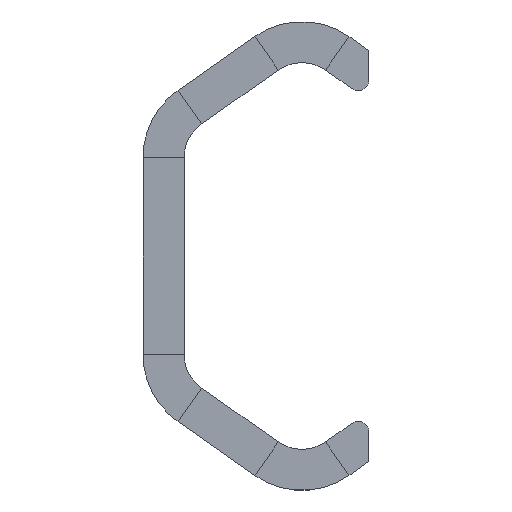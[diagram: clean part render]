
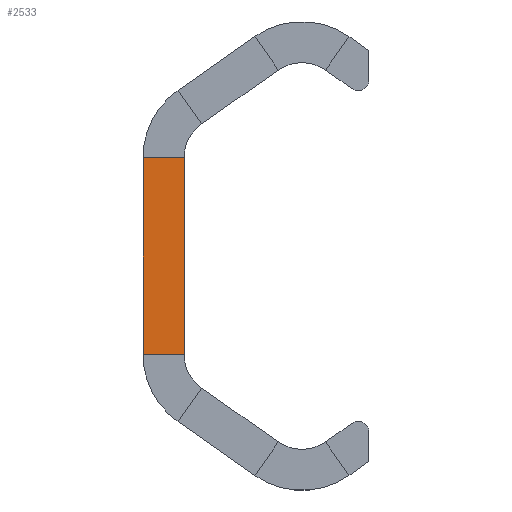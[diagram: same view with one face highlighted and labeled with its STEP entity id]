
A CAD part, left-side view. The second image highlights one B-rep face of the part: STEP entity #2533.
In plain terms, the highlighted planar face has unit normal (-1, 0, 0).
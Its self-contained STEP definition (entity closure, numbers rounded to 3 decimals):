
#2204=CARTESIAN_POINT('',(-400.0,4.0,9.6));
#2205=VERTEX_POINT('',#2204);
#2254=CARTESIAN_POINT('',(-400.0,0.0,9.6));
#2255=VERTEX_POINT('',#2254);
#2256=CARTESIAN_POINT('',(-400.0,0.0,9.6));
#2257=DIRECTION('',(0.0,1.0,0.0));
#2258=VECTOR('',#2257,4.0);
#2259=LINE('',#2256,#2258);
#2260=EDGE_CURVE('',#2255,#2205,#2259,.T.);
#2312=CARTESIAN_POINT('',(-400.0,4.0,-9.6));
#2313=VERTEX_POINT('',#2312);
#2345=CARTESIAN_POINT('',(-400.0,0.0,-9.6));
#2346=VERTEX_POINT('',#2345);
#2354=CARTESIAN_POINT('',(-400.0,4.0,-9.6));
#2355=DIRECTION('',(0.0,-1.0,0.0));
#2356=VECTOR('',#2355,4.0);
#2357=LINE('',#2354,#2356);
#2358=EDGE_CURVE('',#2313,#2346,#2357,.T.);
#2446=CARTESIAN_POINT('',(-400.0,4.0,9.6));
#2447=DIRECTION('',(0.0,0.0,-1.0));
#2448=VECTOR('',#2447,19.201);
#2449=LINE('',#2446,#2448);
#2450=EDGE_CURVE('',#2205,#2313,#2449,.T.);
#2517=CARTESIAN_POINT('',(-400.0,0.0,13.765));
#2518=DIRECTION('',(-1.0,0.0,0.0));
#2519=DIRECTION('',(0.0,0.0,1.0));
#2520=AXIS2_PLACEMENT_3D('',#2517,#2518,#2519);
#2521=PLANE('',#2520);
#2522=ORIENTED_EDGE('',*,*,#2358,.T.);
#2523=CARTESIAN_POINT('',(-400.0,0.0,-9.6));
#2524=DIRECTION('',(0.0,0.0,1.0));
#2525=VECTOR('',#2524,19.201);
#2526=LINE('',#2523,#2525);
#2527=EDGE_CURVE('',#2346,#2255,#2526,.T.);
#2528=ORIENTED_EDGE('',*,*,#2527,.T.);
#2529=ORIENTED_EDGE('',*,*,#2260,.T.);
#2530=ORIENTED_EDGE('',*,*,#2450,.T.);
#2531=EDGE_LOOP('',(#2522,#2528,#2529,#2530));
#2532=FACE_OUTER_BOUND('',#2531,.T.);
#2533=ADVANCED_FACE('',(#2532),#2521,.T.);
